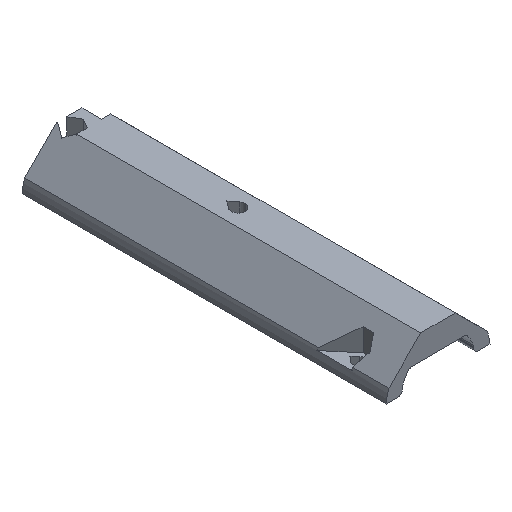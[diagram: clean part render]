
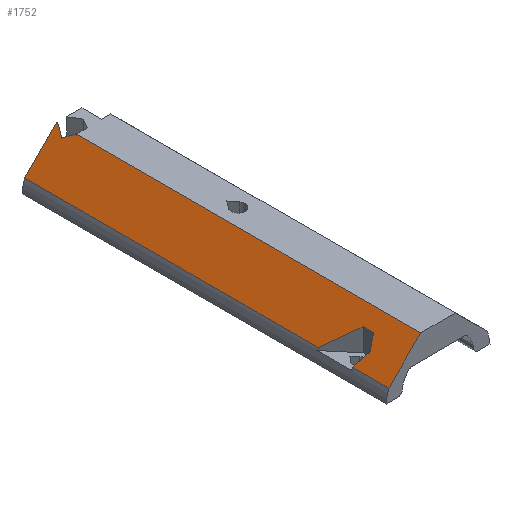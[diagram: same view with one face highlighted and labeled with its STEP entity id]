
A CAD part, isometric view. The second image highlights one B-rep face of the part: STEP entity #1752.
In plain terms, the highlighted planar face has unit normal (-0.707, 0, 0.707).
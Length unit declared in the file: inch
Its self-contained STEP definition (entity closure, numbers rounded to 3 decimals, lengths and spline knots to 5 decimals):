
#4 = EDGE_CURVE ( 'NONE', #1507, #1435, #1001, .T. ) ;
#11 = VERTEX_POINT ( 'NONE', #870 ) ;
#41 = CARTESIAN_POINT ( 'NONE',  ( -0.5, 3.84391, 0.17578 ) ) ;
#69 = FACE_OUTER_BOUND ( 'NONE', #1747, .T. ) ;
#77 = LINE ( 'NONE', #1619, #668 ) ;
#96 = VECTOR ( 'NONE', #1327, 39.37008 ) ;
#135 = DIRECTION ( 'NONE',  ( 0., -1., 0. ) ) ;
#137 = ORIENTED_EDGE ( 'NONE', *, *, #4, .F. ) ;
#204 = ORIENTED_EDGE ( 'NONE', *, *, #351, .F. ) ;
#208 = CARTESIAN_POINT ( 'NONE',  ( -0.295, 0.61235, 0.38078 ) ) ;
#223 = DIRECTION ( 'NONE',  ( 0.447, -0.775, 0.447 ) ) ;
#240 = DIRECTION ( 'NONE',  ( 0.707, 0., 0.707 ) ) ;
#292 = LINE ( 'NONE', #1816, #1523 ) ;
#327 = LINE ( 'NONE', #1810, #1662 ) ;
#336 = CARTESIAN_POINT ( 'NONE',  ( -0.5, 3.84391, 0.17578 ) ) ;
#351 = EDGE_CURVE ( 'NONE', #907, #11, #2085, .T. ) ;
#391 = EDGE_CURVE ( 'NONE', #412, #1632, #1373, .T. ) ;
#392 = LINE ( 'NONE', #2249, #1316 ) ;
#398 = VECTOR ( 'NONE', #407, 39.37008 ) ;
#407 = DIRECTION ( 'NONE',  ( 0., -1., 0. ) ) ;
#412 = VERTEX_POINT ( 'NONE', #208 ) ;
#425 = DIRECTION ( 'NONE',  ( -0.447, -0.775, -0.447 ) ) ;
#446 = EDGE_CURVE ( 'NONE', #1507, #1632, #2255, .T. ) ;
#450 = ORIENTED_EDGE ( 'NONE', *, *, #1462, .F. ) ;
#465 = CARTESIAN_POINT ( 'NONE',  ( -0.17578, 3.84391, 0.5 ) ) ;
#555 = DIRECTION ( 'NONE',  ( -0.707, 0., -0.707 ) ) ;
#586 = DIRECTION ( 'NONE',  ( 0.707, 0., 0.707 ) ) ;
#614 = ORIENTED_EDGE ( 'NONE', *, *, #2133, .F. ) ;
#616 = CARTESIAN_POINT ( 'NONE',  ( -0.17578, 0.145, 0.5 ) ) ;
#658 = ORIENTED_EDGE ( 'NONE', *, *, #446, .T. ) ;
#668 = VECTOR ( 'NONE', #240, 39.37008 ) ;
#707 = VERTEX_POINT ( 'NONE', #710 ) ;
#710 = CARTESIAN_POINT ( 'NONE',  ( -0.5, 0.51131, 0.17578 ) ) ;
#788 = EDGE_CURVE ( 'NONE', #2229, #412, #392, .T. ) ;
#797 = CARTESIAN_POINT ( 'NONE',  ( -0.17578, 3.84391, 0.5 ) ) ;
#820 = CARTESIAN_POINT ( 'NONE',  ( -0.5, 3.84391, 0.17578 ) ) ;
#870 = CARTESIAN_POINT ( 'NONE',  ( -0.17578, 3.64412, 0.5 ) ) ;
#899 = DIRECTION ( 'NONE',  ( 0., -1., 0. ) ) ;
#907 = VERTEX_POINT ( 'NONE', #2127 ) ;
#917 = CARTESIAN_POINT ( 'NONE',  ( -0.5, 3.84391, 0.17578 ) ) ;
#934 = CARTESIAN_POINT ( 'NONE',  ( -0.23105, 0.53957, 0.44473 ) ) ;
#949 = LINE ( 'NONE', #1107, #398 ) ;
#972 = ORIENTED_EDGE ( 'NONE', *, *, #1847, .T. ) ;
#973 = DIRECTION ( 'NONE',  ( -0.541, 0.644, -0.541 ) ) ;
#981 = CARTESIAN_POINT ( 'NONE',  ( -0.41599, 0.75654, 0.25979 ) ) ;
#1001 = LINE ( 'NONE', #336, #1233 ) ;
#1038 = CARTESIAN_POINT ( 'NONE',  ( -0.5, 0.85666, 0.17578 ) ) ;
#1039 = AXIS2_PLACEMENT_3D ( 'NONE', #41, #1597, #555 ) ;
#1107 = CARTESIAN_POINT ( 'NONE',  ( -0.5, 3.84391, 0.17578 ) ) ;
#1124 = ORIENTED_EDGE ( 'NONE', *, *, #2197, .T. ) ;
#1233 = VECTOR ( 'NONE', #586, 39.37008 ) ;
#1258 = ORIENTED_EDGE ( 'NONE', *, *, #1824, .F. ) ;
#1289 = DIRECTION ( 'NONE',  ( 0.655, -0.378, 0.655 ) ) ;
#1306 = VERTEX_POINT ( 'NONE', #1978 ) ;
#1316 = VECTOR ( 'NONE', #1727, 39.37008 ) ;
#1325 = EDGE_CURVE ( 'NONE', #1835, #907, #327, .T. ) ;
#1327 = DIRECTION ( 'NONE',  ( 0., -1., 0. ) ) ;
#1352 = ORIENTED_EDGE ( 'NONE', *, *, #788, .F. ) ;
#1358 = EDGE_CURVE ( 'NONE', #707, #2008, #292, .T. ) ;
#1361 = VECTOR ( 'NONE', #899, 39.37008 ) ;
#1373 = LINE ( 'NONE', #981, #1549 ) ;
#1411 = PLANE ( 'NONE',  #1039 ) ;
#1416 = VECTOR ( 'NONE', #1975, 39.37008 ) ;
#1435 = VERTEX_POINT ( 'NONE', #797 ) ;
#1446 = CARTESIAN_POINT ( 'NONE',  ( -0.17578, 3.83088, 0.5 ) ) ;
#1462 = EDGE_CURVE ( 'NONE', #1435, #1835, #1941, .T. ) ;
#1477 = ORIENTED_EDGE ( 'NONE', *, *, #391, .F. ) ;
#1507 = VERTEX_POINT ( 'NONE', #820 ) ;
#1523 = VECTOR ( 'NONE', #1289, 39.37008 ) ;
#1527 = LINE ( 'NONE', #934, #1416 ) ;
#1549 = VECTOR ( 'NONE', #973, 39.37008 ) ;
#1568 = VECTOR ( 'NONE', #135, 39.37008 ) ;
#1597 = DIRECTION ( 'NONE',  ( 0.707, 0., -0.707 ) ) ;
#1619 = CARTESIAN_POINT ( 'NONE',  ( -0.5, 0.145, 0.17578 ) ) ;
#1632 = VERTEX_POINT ( 'NONE', #1038 ) ;
#1662 = VECTOR ( 'NONE', #425, 39.37008 ) ;
#1727 = DIRECTION ( 'NONE',  ( 0., 1., 0. ) ) ;
#1747 = EDGE_LOOP ( 'NONE', ( #450, #137, #658, #1477, #1352, #1258, #1801, #972, #1124, #614, #204, #1915 ) ) ;
#1752 = ADVANCED_FACE ( 'NONE', ( #69 ), #1411, .F. ) ;
#1801 = ORIENTED_EDGE ( 'NONE', *, *, #1358, .F. ) ;
#1810 = CARTESIAN_POINT ( 'NONE',  ( -0.16904, 3.84257, 0.50675 ) ) ;
#1816 = CARTESIAN_POINT ( 'NONE',  ( -0.28534, 0.38738, 0.39045 ) ) ;
#1824 = EDGE_CURVE ( 'NONE', #2008, #2229, #1527, .T. ) ;
#1835 = VERTEX_POINT ( 'NONE', #1446 ) ;
#1847 = EDGE_CURVE ( 'NONE', #707, #1306, #949, .T. ) ;
#1915 = ORIENTED_EDGE ( 'NONE', *, *, #1325, .F. ) ;
#1929 = VERTEX_POINT ( 'NONE', #616 ) ;
#1937 = CARTESIAN_POINT ( 'NONE',  ( -0.17578, 3.84391, 0.5 ) ) ;
#1941 = LINE ( 'NONE', #465, #96 ) ;
#1975 = DIRECTION ( 'NONE',  ( 0.655, 0.378, 0.655 ) ) ;
#1978 = CARTESIAN_POINT ( 'NONE',  ( -0.5, 0.145, 0.17578 ) ) ;
#2008 = VERTEX_POINT ( 'NONE', #2235 ) ;
#2085 = LINE ( 'NONE', #2246, #2189 ) ;
#2127 = CARTESIAN_POINT ( 'NONE',  ( -0.2297, 3.7375, 0.44609 ) ) ;
#2133 = EDGE_CURVE ( 'NONE', #11, #1929, #2228, .T. ) ;
#2160 = CARTESIAN_POINT ( 'NONE',  ( -0.295, 0.50265, 0.38078 ) ) ;
#2189 = VECTOR ( 'NONE', #223, 39.37008 ) ;
#2197 = EDGE_CURVE ( 'NONE', #1306, #1929, #77, .T. ) ;
#2228 = LINE ( 'NONE', #1937, #1361 ) ;
#2229 = VERTEX_POINT ( 'NONE', #2160 ) ;
#2235 = CARTESIAN_POINT ( 'NONE',  ( -0.39, 0.4478, 0.28578 ) ) ;
#2246 = CARTESIAN_POINT ( 'NONE',  ( -0.16904, 3.63243, 0.50675 ) ) ;
#2249 = CARTESIAN_POINT ( 'NONE',  ( -0.295, 0.61235, 0.38078 ) ) ;
#2255 = LINE ( 'NONE', #917, #1568 ) ;
